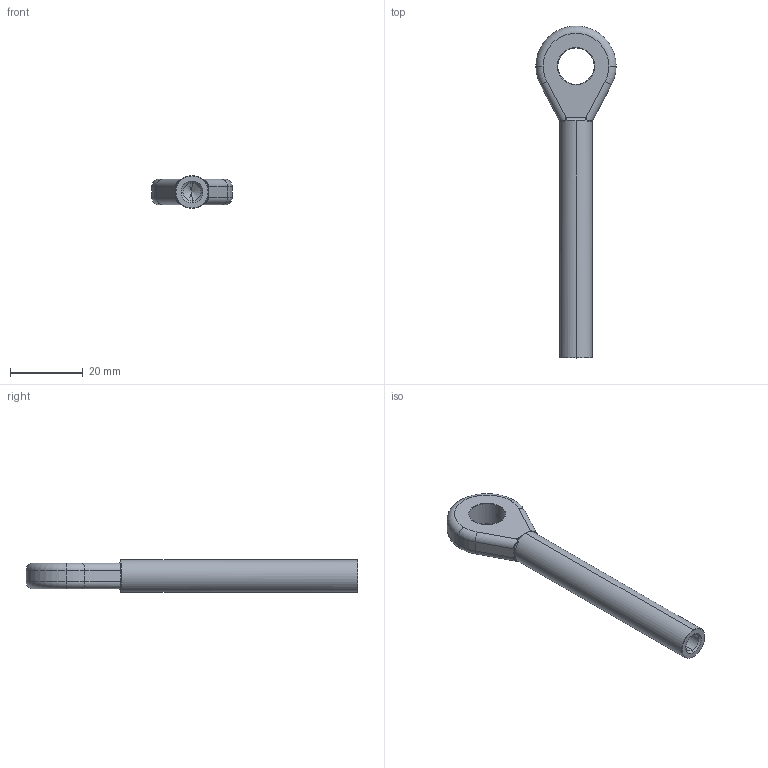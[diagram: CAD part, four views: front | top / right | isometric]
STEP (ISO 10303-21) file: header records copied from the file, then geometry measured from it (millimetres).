
FILE_DESCRIPTION (( 'STEP AP203' ), '1' );
FILE_NAME ('100056006.step', '2020-12-17T12:44:46', ( '' ), ( '' ), 'SwSTEP 2.0', 'SolidWorks 2018', '' );
FILE_SCHEMA (( 'CONFIG_CONTROL_DESIGN' ));
Length unit declared in the file: millimetre
Products named in the file (2): 100056006
Bounding box: 22 x 91 x 9 mm (x, y, z)
Volume: 6064 mm3; surface area: 3579.1 mm2
Topology: 1 solids, 1 shells, 336 faces, 883 edges, 571 vertices
Faces by surface type: bspline 173, plane 99, cylinder 44, torus 16, cone 4
Entity records: 17729 total; most frequent: CARTESIAN_POINT 10482, ORIENTED_EDGE 1754, DIRECTION 999, EDGE_CURVE 877, VERTEX_POINT 571, EDGE_LOOP 366, VECTOR 345, LINE 345
